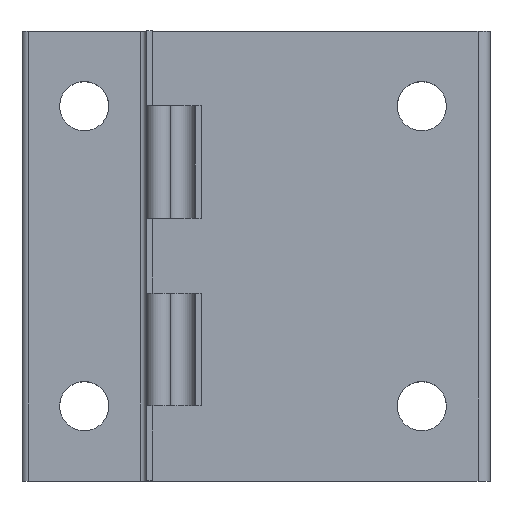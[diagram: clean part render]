
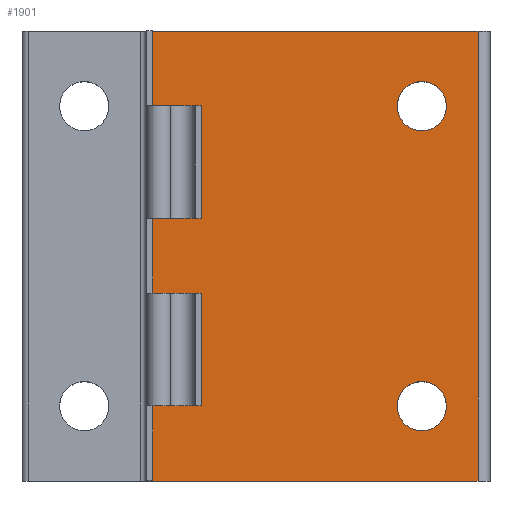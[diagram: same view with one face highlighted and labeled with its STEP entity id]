
A CAD part, top view. The second image highlights one B-rep face of the part: STEP entity #1901.
In plain terms, the highlighted planar face has unit normal (0, 0, 1).
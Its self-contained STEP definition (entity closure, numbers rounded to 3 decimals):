
#482=PLANE('',#485);
#483=CARTESIAN_POINT('',(-34.993,51.753,-4.06));
#484=DIRECTION('',(0.,1.,0.));
#485=AXIS2_PLACEMENT_3D('',#483,#484,$);
#495=PLANE('',#498);
#496=CARTESIAN_POINT('',(41.207,-24.447,-4.06));
#497=DIRECTION('',(0.,-1.,0.));
#498=AXIS2_PLACEMENT_3D('',#496,#497,$);
#564=CYLINDRICAL_SURFACE('',#568,0.01);
#565=CARTESIAN_POINT('',(-34.993,-24.447,9.539));
#566=DIRECTION('',(0.,1.,0.));
#567=DIRECTION('',(0.01,0.,0.));
#568=AXIS2_PLACEMENT_3D('',#565,#566,#567);
#583=PLANE('',#586);
#584=CARTESIAN_POINT('',(-34.993,51.753,9.529));
#585=DIRECTION('',(0.,0.,1.));
#586=AXIS2_PLACEMENT_3D('',#584,#585,$);
#587=LINE('',#589,#590);
#588=DIRECTION('',(0.,-1.,0.));
#589=CARTESIAN_POINT('',(-34.993,51.753,9.529));
#590=VECTOR('',#588,1.);
#634=CYLINDRICAL_SURFACE('',#638,4.166);
#635=CARTESIAN_POINT('',(-25.468,39.053,9.529));
#636=DIRECTION('',(0.,0.,-1.));
#637=DIRECTION('',(0.,-4.166,0.));
#638=AXIS2_PLACEMENT_3D('',#635,#636,#637);
#644=CIRCLE('',#645,4.166);
#645=AXIS2_PLACEMENT_3D('',#646,#647,#648);
#646=CARTESIAN_POINT('',(-25.468,39.053,9.529));
#647=DIRECTION('',(0.,0.,-1.));
#648=DIRECTION('',(0.,-4.166,0.));
#649=CYLINDRICAL_SURFACE('',#653,4.166);
#650=CARTESIAN_POINT('',(-25.468,-11.747,9.529));
#651=DIRECTION('',(0.,0.,-1.));
#652=DIRECTION('',(0.,-4.166,0.));
#653=AXIS2_PLACEMENT_3D('',#650,#651,#652);
#659=CIRCLE('',#660,4.166);
#660=AXIS2_PLACEMENT_3D('',#661,#662,#663);
#661=CARTESIAN_POINT('',(-25.468,-11.747,9.529));
#662=DIRECTION('',(0.,0.,-1.));
#663=DIRECTION('',(0.,-4.166,0.));
#664=CYLINDRICAL_SURFACE('',#668,4.166);
#665=CARTESIAN_POINT('',(31.682,39.053,9.529));
#666=DIRECTION('',(0.,0.,-1.));
#667=DIRECTION('',(0.,-4.166,0.));
#668=AXIS2_PLACEMENT_3D('',#665,#666,#667);
#674=CIRCLE('',#675,4.166);
#675=AXIS2_PLACEMENT_3D('',#676,#677,#678);
#676=CARTESIAN_POINT('',(31.682,39.053,9.529));
#677=DIRECTION('',(0.,0.,-1.));
#678=DIRECTION('',(0.,-4.166,0.));
#679=CYLINDRICAL_SURFACE('',#683,4.166);
#680=CARTESIAN_POINT('',(31.682,-11.747,9.529));
#681=DIRECTION('',(0.,0.,-1.));
#682=DIRECTION('',(0.,-4.166,0.));
#683=AXIS2_PLACEMENT_3D('',#680,#681,#682);
#689=CIRCLE('',#690,4.166);
#690=AXIS2_PLACEMENT_3D('',#691,#692,#693);
#691=CARTESIAN_POINT('',(31.682,-11.747,9.529));
#692=DIRECTION('',(0.,0.,-1.));
#693=DIRECTION('',(0.,-4.166,0.));
#789=CYLINDRICAL_SURFACE('',#793,2.032);
#790=CARTESIAN_POINT('',(41.207,51.753,7.497));
#791=DIRECTION('',(0.,-1.,0.));
#792=DIRECTION('',(0.,0.,2.032));
#793=AXIS2_PLACEMENT_3D('',#790,#791,#792);
#812=LINE('',#814,#815);
#813=DIRECTION('',(0.,-1.,0.));
#814=CARTESIAN_POINT('',(41.207,51.753,9.529));
#815=VECTOR('',#813,1.);
#824=LINE('',#826,#827);
#825=DIRECTION('',(1.,0.,0.));
#826=CARTESIAN_POINT('',(41.207,-24.447,9.529));
#827=VECTOR('',#825,1.);
#828=LINE('',#830,#831);
#829=DIRECTION('',(-1.,0.,0.));
#830=CARTESIAN_POINT('',(41.207,51.753,9.529));
#831=VECTOR('',#829,1.);
#1638=VERTEX_POINT('',#1639);
#1639=CARTESIAN_POINT('',(-34.993,51.753,9.529));
#1650=VERTEX_POINT('',#1651);
#1651=CARTESIAN_POINT('',(-34.993,-24.447,9.529));
#1653=EDGE_CURVE('',#1638,#1650,#1654,.T.);
#1654=INTERSECTION_CURVE('',#587,(#564,#583),.CURVE_3D.);
#1723=EDGE_CURVE('',#1725,#1725,#1724,.T.);
#1724=INTERSECTION_CURVE('',#644,(#634,#583),.CURVE_3D.);
#1725=VERTEX_POINT('',#1726);
#1726=CARTESIAN_POINT('',(-25.468,34.888,9.529));
#1738=EDGE_CURVE('',#1740,#1740,#1739,.T.);
#1739=INTERSECTION_CURVE('',#659,(#649,#583),.CURVE_3D.);
#1740=VERTEX_POINT('',#1741);
#1741=CARTESIAN_POINT('',(-25.468,-15.912,9.529));
#1753=EDGE_CURVE('',#1755,#1755,#1754,.T.);
#1754=INTERSECTION_CURVE('',#674,(#664,#583),.CURVE_3D.);
#1755=VERTEX_POINT('',#1756);
#1756=CARTESIAN_POINT('',(31.682,34.888,9.529));
#1768=EDGE_CURVE('',#1770,#1770,#1769,.T.);
#1769=INTERSECTION_CURVE('',#689,(#679,#583),.CURVE_3D.);
#1770=VERTEX_POINT('',#1771);
#1771=CARTESIAN_POINT('',(31.682,-15.912,9.529));
#1861=VERTEX_POINT('',#1862);
#1862=CARTESIAN_POINT('',(41.207,-24.447,9.529));
#1873=VERTEX_POINT('',#1874);
#1874=CARTESIAN_POINT('',(41.207,51.753,9.529));
#1876=EDGE_CURVE('',#1873,#1861,#1877,.T.);
#1877=INTERSECTION_CURVE('',#812,(#789,#583),.CURVE_3D.);
#1901=ADVANCED_FACE('',(#1902,#1905,#1908,#1911,#1914),#583,.T.);
#1902=FACE_BOUND('',#1903,.T.);
#1903=EDGE_LOOP('',(#1904));
#1904=ORIENTED_EDGE('',*,*,#1723,.T.);
#1905=FACE_BOUND('',#1906,.T.);
#1906=EDGE_LOOP('',(#1907));
#1907=ORIENTED_EDGE('',*,*,#1738,.T.);
#1908=FACE_BOUND('',#1909,.T.);
#1909=EDGE_LOOP('',(#1910));
#1910=ORIENTED_EDGE('',*,*,#1753,.T.);
#1911=FACE_BOUND('',#1912,.T.);
#1912=EDGE_LOOP('',(#1913));
#1913=ORIENTED_EDGE('',*,*,#1768,.T.);
#1914=FACE_BOUND('',#1915,.T.);
#1915=EDGE_LOOP('',(#1916,#1919,#1920,#1923));
#1916=ORIENTED_EDGE('',*,*,#1917,.T.);
#1917=EDGE_CURVE('',#1650,#1861,#1918,.T.);
#1918=INTERSECTION_CURVE('',#824,(#583,#495),.CURVE_3D.);
#1919=ORIENTED_EDGE('',*,*,#1876,.F.);
#1920=ORIENTED_EDGE('',*,*,#1921,.T.);
#1921=EDGE_CURVE('',#1873,#1638,#1922,.T.);
#1922=INTERSECTION_CURVE('',#828,(#583,#482),.CURVE_3D.);
#1923=ORIENTED_EDGE('',*,*,#1653,.T.);
